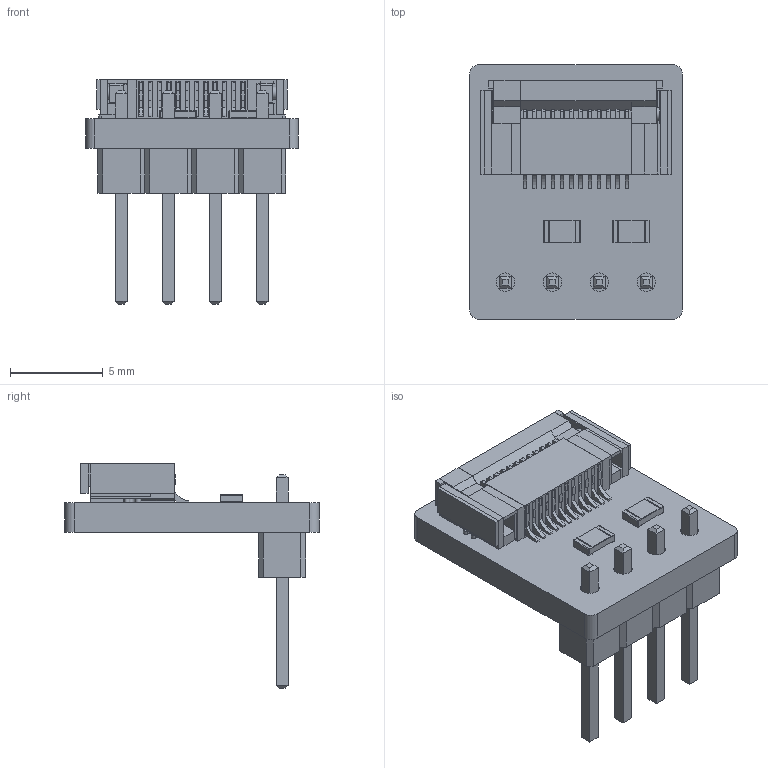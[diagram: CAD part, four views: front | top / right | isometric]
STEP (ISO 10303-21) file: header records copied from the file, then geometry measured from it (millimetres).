
FILE_DESCRIPTION(('FreeCAD Model'),'2;1');
FILE_NAME('Open CASCADE Shape Model','2023-08-25T17:29:50',(''),(''), 'Open CASCADE STEP processor 7.5','FreeCAD','Unknown');
FILE_SCHEMA(('AUTOMOTIVE_DESIGN { 1 0 10303 214 1 1 1 1 }'));
Length unit declared in the file: millimetre
Products named in the file (26): minimal-ffc-i2c; Board_Geoms_5954; Pcb_5954; Step_Models_5954; Top_5954; R1_R_0805_2012Metric_676ca8c0b9b2; J1_PinHeader_1x04_P254mm_Vertical_3e6cda006090; R2_R_0805_2012Metric_2709119373ce; J2_FPC-029_dc315d05f470; FPC-12; FPC-013; FPC-014; FPC-015; FPC-016; FPC-017; FPC-018; FPC-019; FPC-020; FPC-021; FPC-022; FPC-023; FPC-024; FPC-025; FPC-026; FPC-027; FPC-028
Assembly tree (25 placements, depth 5):
  minimal-ffc-i2c
    Board_Geoms_5954
      Pcb_5954
    Step_Models_5954
      Top_5954
        R1_R_0805_2012Metric_676ca8c0b9b2
        J1_PinHeader_1x04_P254mm_Vertical_3e6cda006090
        R2_R_0805_2012Metric_2709119373ce
        J2_FPC-029_dc315d05f470
          FPC-12
          FPC-013
          FPC-014
          FPC-015
          FPC-016
          FPC-017
          FPC-018
          FPC-019
          FPC-020
          FPC-021
          FPC-022
          FPC-023
          FPC-024
          FPC-025
          FPC-026
          FPC-027
          FPC-028
Bounding box: 11.5 x 13.75 x 12.15 mm (x, y, z)
Volume: 395.7 mm3; surface area: 1232.5 mm2
Topology: 21 solids, 21 shells, 906 faces, 2642 edges, 1693 vertices
Faces by surface type: plane 808, cylinder 98
Full cylindrical faces by diameter (mm): 0.7 x2, 0.8 x2, 1 x4
Entity records: 34348 total; most frequent: ORIENTED_EDGE 5284, CARTESIAN_POINT 5271, DIRECTION 4702, EDGE_CURVE 2642, LINE 2438, VECTOR 2438, VERTEX_POINT 1693, AXIS2_PLACEMENT_3D 1132
